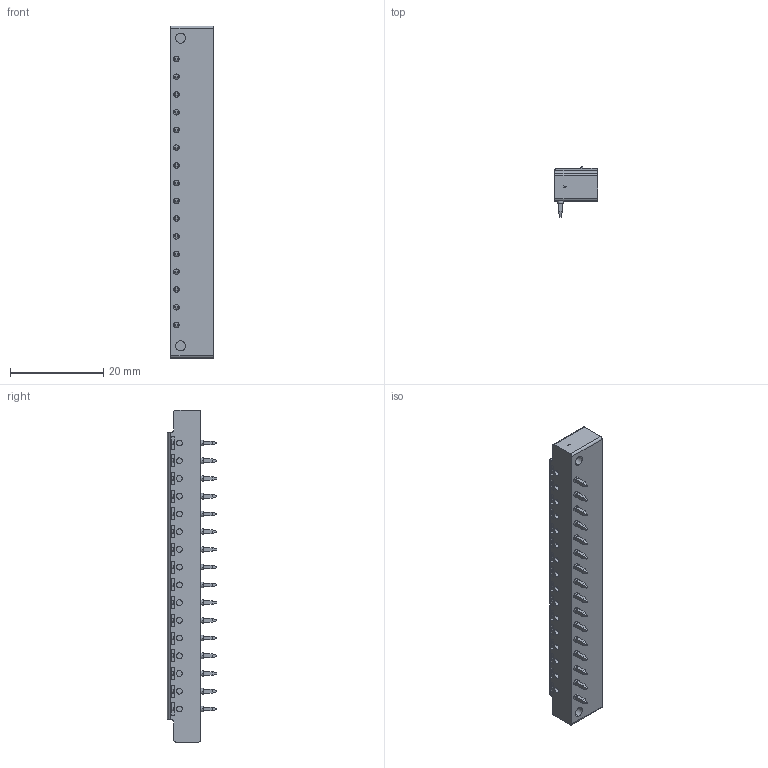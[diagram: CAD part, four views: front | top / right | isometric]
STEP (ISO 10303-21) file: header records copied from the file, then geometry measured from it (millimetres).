
FILE_DESCRIPTION(('SolidDesigner STEP Export'),'2;1');
FILE_NAME('mc_1.5-16-gf-3.81.stp','2008-05-05T10:45:34',(''),(''),'OneSpace Designer STEP processor for AP214 (Solid Model)','OneSpace Designer 14.50 18-Oct-2006 (C) CoCreate Software GmbH','');
FILE_SCHEMA(('AUTOMOTIVE_DESIGN { 1 0 10303 214 1 1 1 1 }'));
Products named in the file (1): mc_1.5-16-gf-3.81
Bounding box: 9.3 x 10.65 x 71.35 mm (x, y, z)
Volume: 2668.1 mm3; surface area: 5628 mm2
Topology: 1 solids, 1 shells, 1234 faces, 2993 edges, 1852 vertices
Faces by surface type: plane 906, cylinder 264, cone 32, sphere 32
Entity records: 53499 total; most frequent: CARTESIAN_POINT 16334, ORIENTED_EDGE 5922, DIRECTION 5125, EDGE_CURVE 2961, VECTOR 2143, LINE 2143, VERTEX_POINT 1852, AXIS2_PLACEMENT_3D 1491
